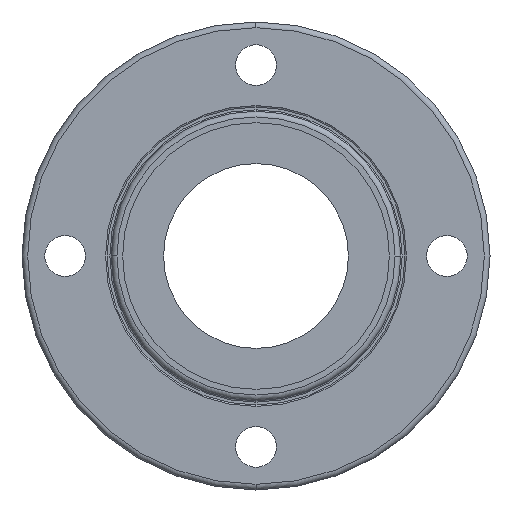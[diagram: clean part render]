
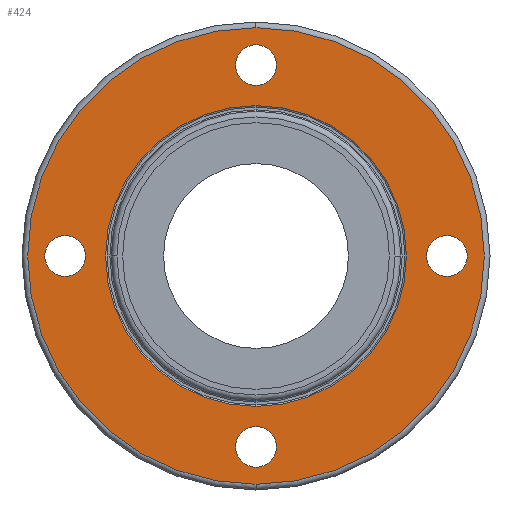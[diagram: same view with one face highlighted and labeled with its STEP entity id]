
A CAD part, left-side view. The second image highlights one B-rep face of the part: STEP entity #424.
In plain terms, the highlighted planar face has unit normal (-1, 0, 0).
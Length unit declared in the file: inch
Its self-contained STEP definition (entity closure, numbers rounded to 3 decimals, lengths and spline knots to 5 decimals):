
#14 = CIRCLE ( 'NONE', #1496, 0.12992 ) ;
#52 = EDGE_CURVE ( 'NONE', #546, #943, #642, .T. ) ;
#58 = ORIENTED_EDGE ( 'NONE', *, *, #1521, .T. ) ;
#85 = CARTESIAN_POINT ( 'NONE',  ( -0.19685, 0., 1.22047 ) ) ;
#125 = DIRECTION ( 'NONE',  ( 0., 0., -1. ) ) ;
#153 = CIRCLE ( 'NONE', #1994, 0.9616 ) ;
#158 = DIRECTION ( 'NONE',  ( 1., 0., 0. ) ) ;
#160 = CARTESIAN_POINT ( 'NONE',  ( -0.19685, 0., -1.45966 ) ) ;
#163 = DIRECTION ( 'NONE',  ( 1., 0., 0. ) ) ;
#174 = EDGE_CURVE ( 'NONE', #1279, #824, #779, .T. ) ;
#185 = FACE_BOUND ( 'NONE', #1899, .T. ) ;
#194 = CARTESIAN_POINT ( 'NONE',  ( -0.19685, 0., 0. ) ) ;
#213 = ORIENTED_EDGE ( 'NONE', *, *, #710, .T. ) ;
#227 = VERTEX_POINT ( 'NONE', #1362 ) ;
#232 = ORIENTED_EDGE ( 'NONE', *, *, #1722, .F. ) ;
#255 = CIRCLE ( 'NONE', #1386, 0.12992 ) ;
#266 = CARTESIAN_POINT ( 'NONE',  ( -0.19685, 0., 1.09055 ) ) ;
#286 = CARTESIAN_POINT ( 'NONE',  ( -0.19685, 0., 0. ) ) ;
#302 = DIRECTION ( 'NONE',  ( 1., 0., 0. ) ) ;
#303 = EDGE_CURVE ( 'NONE', #843, #1228, #255, .T. ) ;
#313 = VERTEX_POINT ( 'NONE', #462 ) ;
#316 = EDGE_CURVE ( 'NONE', #313, #1903, #613, .T. ) ;
#329 = FACE_BOUND ( 'NONE', #343, .T. ) ;
#343 = EDGE_LOOP ( 'NONE', ( #1013, #949 ) ) ;
#410 = EDGE_LOOP ( 'NONE', ( #1605, #713 ) ) ;
#424 = ADVANCED_FACE ( 'NONE', ( #185, #656, #329, #775, #1725, #944 ), #1109, .F. ) ;
#462 = CARTESIAN_POINT ( 'NONE',  ( -0.19685, -1.35039, 0. ) ) ;
#473 = CIRCLE ( 'NONE', #887, 1.45966 ) ;
#490 = CARTESIAN_POINT ( 'NONE',  ( -0.19685, 0., 0. ) ) ;
#546 = VERTEX_POINT ( 'NONE', #551 ) ;
#551 = CARTESIAN_POINT ( 'NONE',  ( -0.19685, 0., 1.45966 ) ) ;
#563 = DIRECTION ( 'NONE',  ( 0., -1., 0. ) ) ;
#565 = CARTESIAN_POINT ( 'NONE',  ( -0.19685, 1.22047, 0. ) ) ;
#580 = DIRECTION ( 'NONE',  ( 0., 0., -1. ) ) ;
#593 = CARTESIAN_POINT ( 'NONE',  ( -0.19685, -1.22047, 0. ) ) ;
#613 = CIRCLE ( 'NONE', #1745, 0.12992 ) ;
#631 = CIRCLE ( 'NONE', #1407, 0.12992 ) ;
#642 = CIRCLE ( 'NONE', #1442, 1.45966 ) ;
#656 = FACE_BOUND ( 'NONE', #1732, .T. ) ;
#660 = CARTESIAN_POINT ( 'NONE',  ( -0.19685, 0., 0.9616 ) ) ;
#697 = CARTESIAN_POINT ( 'NONE',  ( -0.19685, 1.35039, 0. ) ) ;
#708 = DIRECTION ( 'NONE',  ( 1., 0., 0. ) ) ;
#710 = EDGE_CURVE ( 'NONE', #1903, #313, #631, .T. ) ;
#713 = ORIENTED_EDGE ( 'NONE', *, *, #1292, .T. ) ;
#739 = CARTESIAN_POINT ( 'NONE',  ( -0.19685, -1.22047, 0. ) ) ;
#754 = CARTESIAN_POINT ( 'NONE',  ( -0.19685, -1.09055, 0. ) ) ;
#775 = FACE_BOUND ( 'NONE', #410, .T. ) ;
#778 = DIRECTION ( 'NONE',  ( 0., 1., 0. ) ) ;
#779 = CIRCLE ( 'NONE', #1906, 0.12992 ) ;
#793 = EDGE_LOOP ( 'NONE', ( #1989, #232 ) ) ;
#802 = DIRECTION ( 'NONE',  ( -1., 0., 0. ) ) ;
#824 = VERTEX_POINT ( 'NONE', #1203 ) ;
#836 = EDGE_CURVE ( 'NONE', #943, #546, #473, .T. ) ;
#843 = VERTEX_POINT ( 'NONE', #1526 ) ;
#882 = CIRCLE ( 'NONE', #1984, 0.12992 ) ;
#887 = AXIS2_PLACEMENT_3D ( 'NONE', #286, #1065, #1680 ) ;
#928 = EDGE_CURVE ( 'NONE', #1228, #843, #14, .T. ) ;
#943 = VERTEX_POINT ( 'NONE', #160 ) ;
#944 = FACE_BOUND ( 'NONE', #793, .T. ) ;
#949 = ORIENTED_EDGE ( 'NONE', *, *, #303, .T. ) ;
#950 = DIRECTION ( 'NONE',  ( 0., -1., 0. ) ) ;
#1001 = DIRECTION ( 'NONE',  ( 1., 0., 0. ) ) ;
#1008 = EDGE_CURVE ( 'NONE', #1044, #227, #153, .T. ) ;
#1013 = ORIENTED_EDGE ( 'NONE', *, *, #928, .T. ) ;
#1044 = VERTEX_POINT ( 'NONE', #660 ) ;
#1065 = DIRECTION ( 'NONE',  ( -1., 0., 0. ) ) ;
#1087 = DIRECTION ( 'NONE',  ( 1., 0., 0. ) ) ;
#1109 = PLANE ( 'NONE',  #1187 ) ;
#1129 = ORIENTED_EDGE ( 'NONE', *, *, #174, .T. ) ;
#1172 = EDGE_LOOP ( 'NONE', ( #1293, #1378 ) ) ;
#1187 = AXIS2_PLACEMENT_3D ( 'NONE', #194, #163, #1559 ) ;
#1203 = CARTESIAN_POINT ( 'NONE',  ( -0.19685, 0., 1.35039 ) ) ;
#1209 = DIRECTION ( 'NONE',  ( 0., 0., 1. ) ) ;
#1228 = VERTEX_POINT ( 'NONE', #1511 ) ;
#1253 = DIRECTION ( 'NONE',  ( -1., 0., 0. ) ) ;
#1279 = VERTEX_POINT ( 'NONE', #266 ) ;
#1292 = EDGE_CURVE ( 'NONE', #1451, #1359, #1895, .T. ) ;
#1293 = ORIENTED_EDGE ( 'NONE', *, *, #836, .T. ) ;
#1316 = CARTESIAN_POINT ( 'NONE',  ( -0.19685, 1.22047, 0. ) ) ;
#1321 = DIRECTION ( 'NONE',  ( 0., 1., 0. ) ) ;
#1322 = AXIS2_PLACEMENT_3D ( 'NONE', #1642, #1620, #1209 ) ;
#1326 = DIRECTION ( 'NONE',  ( 1., 0., 0. ) ) ;
#1337 = ORIENTED_EDGE ( 'NONE', *, *, #316, .T. ) ;
#1352 = DIRECTION ( 'NONE',  ( 0., 0., 1. ) ) ;
#1359 = VERTEX_POINT ( 'NONE', #697 ) ;
#1362 = CARTESIAN_POINT ( 'NONE',  ( -0.19685, 0., -0.9616 ) ) ;
#1378 = ORIENTED_EDGE ( 'NONE', *, *, #52, .T. ) ;
#1386 = AXIS2_PLACEMENT_3D ( 'NONE', #1684, #1844, #563 ) ;
#1407 = AXIS2_PLACEMENT_3D ( 'NONE', #593, #1326, #1948 ) ;
#1412 = CARTESIAN_POINT ( 'NONE',  ( -0.19685, 1.09055, 0. ) ) ;
#1414 = DIRECTION ( 'NONE',  ( 0., 0., 1. ) ) ;
#1442 = AXIS2_PLACEMENT_3D ( 'NONE', #1538, #1253, #1700 ) ;
#1451 = VERTEX_POINT ( 'NONE', #1412 ) ;
#1484 = CIRCLE ( 'NONE', #1652, 0.12992 ) ;
#1496 = AXIS2_PLACEMENT_3D ( 'NONE', #1692, #1087, #950 ) ;
#1511 = CARTESIAN_POINT ( 'NONE',  ( -0.19685, 0., -1.35039 ) ) ;
#1521 = EDGE_CURVE ( 'NONE', #824, #1279, #882, .T. ) ;
#1526 = CARTESIAN_POINT ( 'NONE',  ( -0.19685, 0., -1.09055 ) ) ;
#1538 = CARTESIAN_POINT ( 'NONE',  ( -0.19685, 0., 0. ) ) ;
#1539 = CARTESIAN_POINT ( 'NONE',  ( -0.19685, 0., 1.22047 ) ) ;
#1559 = DIRECTION ( 'NONE',  ( 0., 0., -1. ) ) ;
#1584 = CIRCLE ( 'NONE', #1322, 0.9616 ) ;
#1605 = ORIENTED_EDGE ( 'NONE', *, *, #1804, .T. ) ;
#1620 = DIRECTION ( 'NONE',  ( -1., 0., 0. ) ) ;
#1642 = CARTESIAN_POINT ( 'NONE',  ( -0.19685, 0., 0. ) ) ;
#1652 = AXIS2_PLACEMENT_3D ( 'NONE', #565, #1001, #125 ) ;
#1680 = DIRECTION ( 'NONE',  ( 0., 0., -1. ) ) ;
#1684 = CARTESIAN_POINT ( 'NONE',  ( -0.19685, 0., -1.22047 ) ) ;
#1692 = CARTESIAN_POINT ( 'NONE',  ( -0.19685, 0., -1.22047 ) ) ;
#1700 = DIRECTION ( 'NONE',  ( 0., 0., -1. ) ) ;
#1722 = EDGE_CURVE ( 'NONE', #227, #1044, #1584, .T. ) ;
#1725 = FACE_OUTER_BOUND ( 'NONE', #1172, .T. ) ;
#1732 = EDGE_LOOP ( 'NONE', ( #1337, #213 ) ) ;
#1745 = AXIS2_PLACEMENT_3D ( 'NONE', #739, #302, #1352 ) ;
#1746 = DIRECTION ( 'NONE',  ( 1., 0., 0. ) ) ;
#1804 = EDGE_CURVE ( 'NONE', #1359, #1451, #1484, .T. ) ;
#1819 = AXIS2_PLACEMENT_3D ( 'NONE', #1316, #708, #580 ) ;
#1844 = DIRECTION ( 'NONE',  ( 1., 0., 0. ) ) ;
#1895 = CIRCLE ( 'NONE', #1819, 0.12992 ) ;
#1899 = EDGE_LOOP ( 'NONE', ( #58, #1129 ) ) ;
#1903 = VERTEX_POINT ( 'NONE', #754 ) ;
#1906 = AXIS2_PLACEMENT_3D ( 'NONE', #85, #1746, #1321 ) ;
#1948 = DIRECTION ( 'NONE',  ( 0., 0., 1. ) ) ;
#1984 = AXIS2_PLACEMENT_3D ( 'NONE', #1539, #158, #778 ) ;
#1989 = ORIENTED_EDGE ( 'NONE', *, *, #1008, .F. ) ;
#1994 = AXIS2_PLACEMENT_3D ( 'NONE', #490, #802, #1414 ) ;
